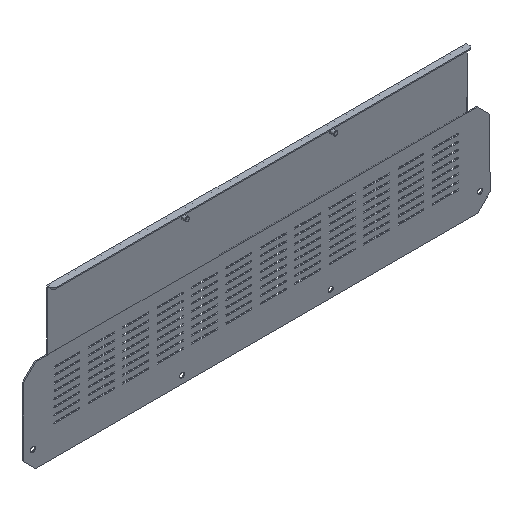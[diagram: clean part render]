
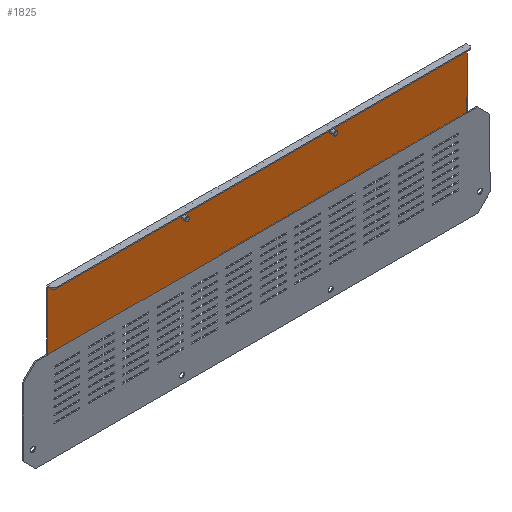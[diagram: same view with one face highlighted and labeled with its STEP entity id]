
A CAD part, isometric view. The second image highlights one B-rep face of the part: STEP entity #1825.
In plain terms, the highlighted planar face has unit normal (0, -1, 0).
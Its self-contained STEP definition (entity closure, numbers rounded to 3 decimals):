
#283 = DIRECTION ( 'NONE',  ( 0., -1., 0. ) ) ;
#375 = FACE_BOUND ( 'NONE', #14900, .T. ) ;
#456 = DIRECTION ( 'NONE',  ( 0., 1., 0. ) ) ;
#536 = FACE_BOUND ( 'NONE', #7337, .T. ) ;
#644 = DIRECTION ( 'NONE',  ( 0., 0., -1. ) ) ;
#737 = CARTESIAN_POINT ( 'NONE',  ( 0., 152.5, 3. ) ) ;
#990 = EDGE_CURVE ( 'NONE', #10798, #8866, #1919, .T. ) ;
#1103 = ORIENTED_EDGE ( 'NONE', *, *, #4347, .T. ) ;
#1117 = CIRCLE ( 'NONE', #6134, 3. ) ;
#1299 = EDGE_CURVE ( 'NONE', #13648, #3221, #16256, .T. ) ;
#1417 = DIRECTION ( 'NONE',  ( 0., -1., 0. ) ) ;
#1439 = EDGE_CURVE ( 'NONE', #7465, #8866, #5368, .T. ) ;
#1609 = VECTOR ( 'NONE', #10520, 1000. ) ;
#1658 = LINE ( 'NONE', #5462, #1609 ) ;
#1697 = FACE_OUTER_BOUND ( 'NONE', #5994, .T. ) ;
#1825 = ADVANCED_FACE ( 'NONE', ( #375, #536, #1697 ), #5588, .F. ) ;
#1836 = CARTESIAN_POINT ( 'NONE',  ( 0., 152.5, 88. ) ) ;
#1919 = LINE ( 'NONE', #1836, #2868 ) ;
#1935 = CARTESIAN_POINT ( 'NONE',  ( 304.75, 152.5, 4.036 ) ) ;
#1977 = ORIENTED_EDGE ( 'NONE', *, *, #3015, .F. ) ;
#2016 = VERTEX_POINT ( 'NONE', #15289 ) ;
#2578 = VERTEX_POINT ( 'NONE', #13014 ) ;
#2812 = CARTESIAN_POINT ( 'NONE',  ( 108., 152.5, 78. ) ) ;
#2868 = VECTOR ( 'NONE', #9456, 1000. ) ;
#3015 = EDGE_CURVE ( 'NONE', #13648, #2578, #7854, .T. ) ;
#3168 = ORIENTED_EDGE ( 'NONE', *, *, #5242, .T. ) ;
#3221 = VERTEX_POINT ( 'NONE', #15290 ) ;
#3490 = VERTEX_POINT ( 'NONE', #14608 ) ;
#3745 = AXIS2_PLACEMENT_3D ( 'NONE', #2812, #3897, #7697 ) ;
#3839 = CARTESIAN_POINT ( 'NONE',  ( 111., 152.5, 77.995 ) ) ;
#3877 = ORIENTED_EDGE ( 'NONE', *, *, #990, .T. ) ;
#3894 = CARTESIAN_POINT ( 'NONE',  ( -110.753, 152.5, 79.191 ) ) ;
#3897 = DIRECTION ( 'NONE',  ( 0., -1., 0. ) ) ;
#4192 = DIRECTION ( 'NONE',  ( 0., 0., 1. ) ) ;
#4347 = EDGE_CURVE ( 'NONE', #3490, #4842, #11993, .T. ) ;
#4356 = VECTOR ( 'NONE', #13117, 1000. ) ;
#4842 = VERTEX_POINT ( 'NONE', #8244 ) ;
#4905 = CARTESIAN_POINT ( 'NONE',  ( 304.75, 152.5, 0.293 ) ) ;
#5242 = EDGE_CURVE ( 'NONE', #3221, #10798, #12958, .T. ) ;
#5256 = CARTESIAN_POINT ( 'NONE',  ( -304.75, 152.5, 88. ) ) ;
#5295 = ORIENTED_EDGE ( 'NONE', *, *, #1299, .T. ) ;
#5368 = LINE ( 'NONE', #10424, #9854 ) ;
#5425 = CARTESIAN_POINT ( 'NONE',  ( 0., 152.5, 0.293 ) ) ;
#5447 = CARTESIAN_POINT ( 'NONE',  ( 304.75, 152.5, 0.293 ) ) ;
#5462 = CARTESIAN_POINT ( 'NONE',  ( -304.75, 152.5, 0.293 ) ) ;
#5499 = CIRCLE ( 'NONE', #10001, 3. ) ;
#5563 = VERTEX_POINT ( 'NONE', #3894 ) ;
#5588 = PLANE ( 'NONE',  #10282 ) ;
#5757 = AXIS2_PLACEMENT_3D ( 'NONE', #10541, #10616, #13027 ) ;
#5994 = EDGE_LOOP ( 'NONE', ( #12101, #1103, #6663, #1977, #5295, #3168, #3877, #8762 ) ) ;
#6134 = AXIS2_PLACEMENT_3D ( 'NONE', #15695, #283, #14293 ) ;
#6325 = CARTESIAN_POINT ( 'NONE',  ( -105.247, 152.5, 76.809 ) ) ;
#6634 = ORIENTED_EDGE ( 'NONE', *, *, #12744, .F. ) ;
#6663 = ORIENTED_EDGE ( 'NONE', *, *, #8685, .T. ) ;
#6975 = ORIENTED_EDGE ( 'NONE', *, *, #7744, .F. ) ;
#7102 = CARTESIAN_POINT ( 'NONE',  ( -304.75, 152.5, 4.036 ) ) ;
#7337 = EDGE_LOOP ( 'NONE', ( #6975, #6634 ) ) ;
#7437 = CIRCLE ( 'NONE', #3745, 3. ) ;
#7465 = VERTEX_POINT ( 'NONE', #15957 ) ;
#7697 = DIRECTION ( 'NONE',  ( 0., 0., 1. ) ) ;
#7744 = EDGE_CURVE ( 'NONE', #2016, #10299, #1117, .T. ) ;
#7784 = CARTESIAN_POINT ( 'NONE',  ( 304.75, 152.5, 88. ) ) ;
#7854 = LINE ( 'NONE', #5447, #8520 ) ;
#8244 = CARTESIAN_POINT ( 'NONE',  ( -304.75, 152.5, 3. ) ) ;
#8520 = VECTOR ( 'NONE', #11666, 1000. ) ;
#8685 = EDGE_CURVE ( 'NONE', #4842, #2578, #15734, .T. ) ;
#8762 = ORIENTED_EDGE ( 'NONE', *, *, #1439, .F. ) ;
#8866 = VERTEX_POINT ( 'NONE', #5256 ) ;
#8951 = VECTOR ( 'NONE', #16171, 1000. ) ;
#9430 = DIRECTION ( 'NONE',  ( 1., 0., 0. ) ) ;
#9456 = DIRECTION ( 'NONE',  ( -1., 0., 0. ) ) ;
#9854 = VECTOR ( 'NONE', #10665, 1000. ) ;
#10001 = AXIS2_PLACEMENT_3D ( 'NONE', #13933, #1417, #15261 ) ;
#10282 = AXIS2_PLACEMENT_3D ( 'NONE', #5425, #456, #4192 ) ;
#10299 = VERTEX_POINT ( 'NONE', #3839 ) ;
#10424 = CARTESIAN_POINT ( 'NONE',  ( -304.75, 152.5, 0.293 ) ) ;
#10470 = CARTESIAN_POINT ( 'NONE',  ( 304.75, 152.5, 87. ) ) ;
#10520 = DIRECTION ( 'NONE',  ( 0., 0., -1. ) ) ;
#10541 = CARTESIAN_POINT ( 'NONE',  ( -108., 152.5, 78. ) ) ;
#10616 = DIRECTION ( 'NONE',  ( 0., -1., 0. ) ) ;
#10662 = VECTOR ( 'NONE', #9430, 1000. ) ;
#10665 = DIRECTION ( 'NONE',  ( 0., 0., 1. ) ) ;
#10798 = VERTEX_POINT ( 'NONE', #7784 ) ;
#11666 = DIRECTION ( 'NONE',  ( 0., 0., -1. ) ) ;
#11842 = EDGE_CURVE ( 'NONE', #7465, #3490, #1658, .T. ) ;
#11993 = LINE ( 'NONE', #7102, #15463 ) ;
#12006 = ORIENTED_EDGE ( 'NONE', *, *, #15392, .F. ) ;
#12101 = ORIENTED_EDGE ( 'NONE', *, *, #11842, .T. ) ;
#12645 = CIRCLE ( 'NONE', #5757, 3. ) ;
#12647 = ORIENTED_EDGE ( 'NONE', *, *, #15622, .F. ) ;
#12744 = EDGE_CURVE ( 'NONE', #10299, #2016, #7437, .T. ) ;
#12958 = LINE ( 'NONE', #10470, #4356 ) ;
#13014 = CARTESIAN_POINT ( 'NONE',  ( 304.75, 152.5, 3. ) ) ;
#13027 = DIRECTION ( 'NONE',  ( 0., 0., 1. ) ) ;
#13117 = DIRECTION ( 'NONE',  ( 0., 0., 1. ) ) ;
#13648 = VERTEX_POINT ( 'NONE', #1935 ) ;
#13933 = CARTESIAN_POINT ( 'NONE',  ( -108., 152.5, 78. ) ) ;
#14293 = DIRECTION ( 'NONE',  ( 0., 0., 1. ) ) ;
#14608 = CARTESIAN_POINT ( 'NONE',  ( -304.75, 152.5, 4.036 ) ) ;
#14900 = EDGE_LOOP ( 'NONE', ( #12006, #12647 ) ) ;
#15144 = VERTEX_POINT ( 'NONE', #6325 ) ;
#15261 = DIRECTION ( 'NONE',  ( 0., 0., 1. ) ) ;
#15289 = CARTESIAN_POINT ( 'NONE',  ( 105., 152.5, 78.005 ) ) ;
#15290 = CARTESIAN_POINT ( 'NONE',  ( 304.75, 152.5, 87. ) ) ;
#15392 = EDGE_CURVE ( 'NONE', #15144, #5563, #12645, .T. ) ;
#15463 = VECTOR ( 'NONE', #644, 1000. ) ;
#15622 = EDGE_CURVE ( 'NONE', #5563, #15144, #5499, .T. ) ;
#15695 = CARTESIAN_POINT ( 'NONE',  ( 108., 152.5, 78. ) ) ;
#15734 = LINE ( 'NONE', #737, #10662 ) ;
#15957 = CARTESIAN_POINT ( 'NONE',  ( -304.75, 152.5, 87. ) ) ;
#16171 = DIRECTION ( 'NONE',  ( 0., 0., 1. ) ) ;
#16256 = LINE ( 'NONE', #4905, #8951 ) ;
